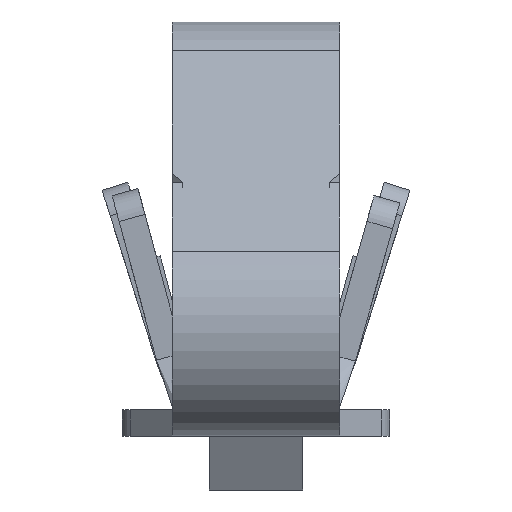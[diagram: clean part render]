
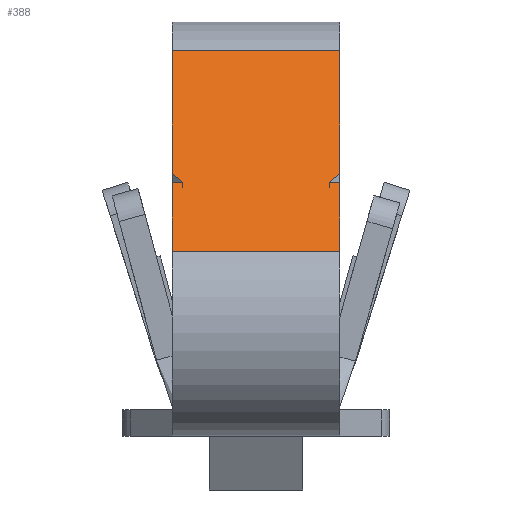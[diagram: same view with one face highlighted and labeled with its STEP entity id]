
A CAD part, front view. The second image highlights one B-rep face of the part: STEP entity #388.
In plain terms, the highlighted planar face has unit normal (0, -0.684, 0.73).
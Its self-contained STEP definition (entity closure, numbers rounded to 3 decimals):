
#388 = ADVANCED_FACE( '', ( #781 ), #782, .T. );
#781 = FACE_OUTER_BOUND( '', #1399, .T. );
#782 = PLANE( '', #1400 );
#1399 = EDGE_LOOP( '', ( #2542, #2543, #2544, #2545, #2546, #2547, #2548, #2549, #2550, #2551 ) );
#1400 = AXIS2_PLACEMENT_3D( '', #2552, #2553, #2554 );
#2542 = ORIENTED_EDGE( '', *, *, #2908, .T. );
#2543 = ORIENTED_EDGE( '', *, *, #3094, .F. );
#2544 = ORIENTED_EDGE( '', *, *, #3117, .T. );
#2545 = ORIENTED_EDGE( '', *, *, #2840, .T. );
#2546 = ORIENTED_EDGE( '', *, *, #2780, .F. );
#2547 = ORIENTED_EDGE( '', *, *, #3076, .F. );
#2548 = ORIENTED_EDGE( '', *, *, #2748, .T. );
#2549 = ORIENTED_EDGE( '', *, *, #3041, .F. );
#2550 = ORIENTED_EDGE( '', *, *, #3097, .F. );
#2551 = ORIENTED_EDGE( '', *, *, #3118, .T. );
#2552 = CARTESIAN_POINT( '', ( 0.625, -4.597, 1.284 ) );
#2553 = DIRECTION( '', ( 0., -0.684, 0.73 ) );
#2554 = DIRECTION( '', ( 0., -0.73, -0.684 ) );
#2748 = EDGE_CURVE( '', #3296, #3294, #3297, .T. );
#2780 = EDGE_CURVE( '', #3350, #3351, #3352, .T. );
#2840 = EDGE_CURVE( '', #3443, #3351, #3447, .T. );
#2908 = EDGE_CURVE( '', #3554, #3552, #3555, .T. );
#3041 = EDGE_CURVE( '', #3733, #3294, #3734, .T. );
#3076 = EDGE_CURVE( '', #3296, #3350, #3775, .T. );
#3094 = EDGE_CURVE( '', #3793, #3552, #3795, .T. );
#3097 = EDGE_CURVE( '', #3798, #3733, #3799, .T. );
#3117 = EDGE_CURVE( '', #3793, #3443, #3819, .T. );
#3118 = EDGE_CURVE( '', #3798, #3554, #3820, .T. );
#3294 = VERTEX_POINT( '', #4066 );
#3296 = VERTEX_POINT( '', #4069 );
#3297 = LINE( '', #4070, #4071 );
#3350 = VERTEX_POINT( '', #4163 );
#3351 = VERTEX_POINT( '', #4164 );
#3352 = LINE( '', #4165, #4166 );
#3443 = VERTEX_POINT( '', #4309 );
#3447 = LINE( '', #4315, #4316 );
#3552 = VERTEX_POINT( '', #4537 );
#3554 = VERTEX_POINT( '', #4539 );
#3555 = LINE( '', #4540, #4541 );
#3733 = VERTEX_POINT( '', #4941 );
#3734 = LINE( '', #4942, #4943 );
#3775 = LINE( '', #5008, #5009 );
#3793 = VERTEX_POINT( '', #5065 );
#3795 = LINE( '', #5068, #5069 );
#3798 = VERTEX_POINT( '', #5072 );
#3799 = LINE( '', #5073, #5074 );
#3819 = LINE( '', #5129, #5130 );
#3820 = LINE( '', #5131, #5132 );
#4066 = CARTESIAN_POINT( '', ( 0.625, -4.05, 1.797 ) );
#4069 = CARTESIAN_POINT( '', ( 0.625, -4.597, 1.284 ) );
#4070 = CARTESIAN_POINT( '', ( 0.625, -4.597, 1.284 ) );
#4071 = VECTOR( '', #5258, 1000. );
#4163 = CARTESIAN_POINT( '', ( -0.625, -4.597, 1.284 ) );
#4164 = CARTESIAN_POINT( '', ( -0.625, -4.05, 1.797 ) );
#4165 = CARTESIAN_POINT( '', ( -0.625, -4.597, 1.284 ) );
#4166 = VECTOR( '', #5292, 1000. );
#4309 = CARTESIAN_POINT( '', ( -0.55, -4.05, 1.797 ) );
#4315 = CARTESIAN_POINT( '', ( 0.625, -4.05, 1.797 ) );
#4316 = VECTOR( '', #5350, 1000. );
#4537 = CARTESIAN_POINT( '', ( -0.625, -2.997, 2.784 ) );
#4539 = CARTESIAN_POINT( '', ( 0.625, -2.997, 2.784 ) );
#4540 = CARTESIAN_POINT( '', ( 0.625, -2.997, 2.784 ) );
#4541 = VECTOR( '', #5428, 1000. );
#4941 = CARTESIAN_POINT( '', ( 0.55, -4.05, 1.797 ) );
#4942 = CARTESIAN_POINT( '', ( 0.625, -4.05, 1.797 ) );
#4943 = VECTOR( '', #5542, 1000. );
#5008 = CARTESIAN_POINT( '', ( 0.625, -4.597, 1.284 ) );
#5009 = VECTOR( '', #5574, 1000. );
#5065 = CARTESIAN_POINT( '', ( -0.625, -3.975, 1.867 ) );
#5068 = CARTESIAN_POINT( '', ( -0.625, -4.597, 1.284 ) );
#5069 = VECTOR( '', #5582, 1000. );
#5072 = CARTESIAN_POINT( '', ( 0.625, -3.975, 1.867 ) );
#5073 = CARTESIAN_POINT( '', ( 0.219, -4.381, 1.486 ) );
#5074 = VECTOR( '', #5583, 1000. );
#5129 = CARTESIAN_POINT( '', ( 0.215, -4.815, 1.079 ) );
#5130 = VECTOR( '', #5591, 1000. );
#5131 = CARTESIAN_POINT( '', ( 0.625, -4.597, 1.284 ) );
#5132 = VECTOR( '', #5592, 1000. );
#5258 = DIRECTION( '', ( 0., 0.73, 0.684 ) );
#5292 = DIRECTION( '', ( 0., 0.73, 0.684 ) );
#5350 = DIRECTION( '', ( -1., 0., 0. ) );
#5428 = DIRECTION( '', ( -1., 0., 0. ) );
#5542 = DIRECTION( '', ( 1., 0., 0. ) );
#5574 = DIRECTION( '', ( -1., 0., 0. ) );
#5582 = DIRECTION( '', ( 0., 0.73, 0.684 ) );
#5583 = DIRECTION( '', ( -0.589, -0.589, -0.553 ) );
#5591 = DIRECTION( '', ( 0.589, -0.589, -0.553 ) );
#5592 = DIRECTION( '', ( 0., 0.73, 0.684 ) );
